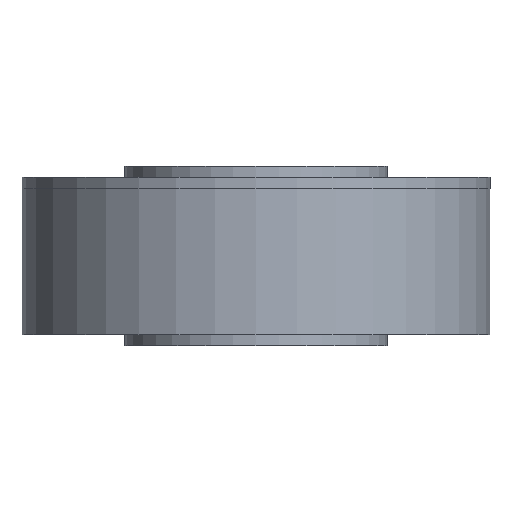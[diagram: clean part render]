
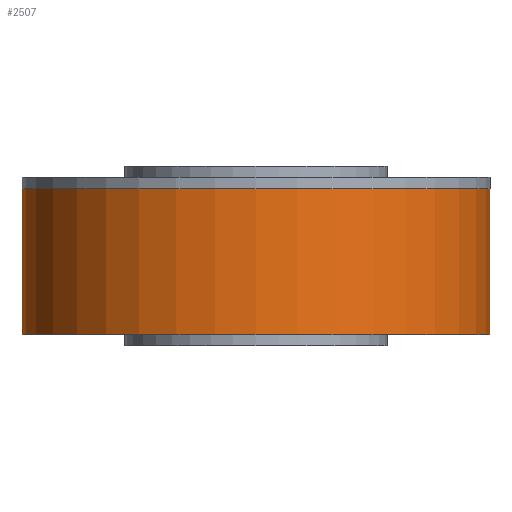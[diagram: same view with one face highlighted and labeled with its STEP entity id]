
A CAD part, left-side view. The second image highlights one B-rep face of the part: STEP entity #2507.
In plain terms, the highlighted cylindrical face has radius 62.5 mm (diameter 125 mm), a full revolution.
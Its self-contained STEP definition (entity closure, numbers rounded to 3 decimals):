
#120 = CARTESIAN_POINT ( 'NONE',  ( 60.6, 15.293, -14. ) ) ;
#238 = ORIENTED_EDGE ( 'NONE', *, *, #1933, .T. ) ;
#328 = DIRECTION ( 'NONE',  ( 0., 0., 1. ) ) ;
#498 = FACE_BOUND ( 'NONE', #2537, .T. ) ;
#581 = EDGE_CURVE ( 'NONE', #7279, #7279, #913, .T. ) ;
#698 = CARTESIAN_POINT ( 'NONE',  ( 60.6, -15.293, -14. ) ) ;
#716 = CARTESIAN_POINT ( 'NONE',  ( 0., 0., -35. ) ) ;
#749 = DIRECTION ( 'NONE',  ( 0., 0., -1. ) ) ;
#913 = CIRCLE ( 'NONE', #5407, 62.5 ) ;
#979 = CARTESIAN_POINT ( 'NONE',  ( 0., 0., 4. ) ) ;
#1132 = FACE_OUTER_BOUND ( 'NONE', #7128, .T. ) ;
#1303 = CARTESIAN_POINT ( 'NONE',  ( 0., 0., -14. ) ) ;
#1379 = DIRECTION ( 'NONE',  ( 0., 1., 0. ) ) ;
#1406 = ORIENTED_EDGE ( 'NONE', *, *, #2142, .T. ) ;
#1530 = DIRECTION ( 'NONE',  ( 0., 0., -1. ) ) ;
#1596 = CARTESIAN_POINT ( 'NONE',  ( 0., 0., 1.1 ) ) ;
#1704 = AXIS2_PLACEMENT_3D ( 'NONE', #1596, #328, #2888 ) ;
#1726 = CIRCLE ( 'NONE', #5477, 62.5 ) ;
#1933 = EDGE_CURVE ( 'NONE', #6116, #7989, #8124, .T. ) ;
#2029 = EDGE_CURVE ( 'NONE', #7989, #4420, #3216, .T. ) ;
#2142 = EDGE_CURVE ( 'NONE', #4420, #6421, #1726, .T. ) ;
#2319 = VERTEX_POINT ( 'NONE', #3061 ) ;
#2507 = ADVANCED_FACE ( 'NONE', ( #498, #5576, #1132 ), #8136, .T. ) ;
#2537 = EDGE_LOOP ( 'NONE', ( #238, #3498, #1406, #4122 ) ) ;
#2635 = DIRECTION ( 'NONE',  ( 0., 0., 1. ) ) ;
#2640 = CARTESIAN_POINT ( 'NONE',  ( 0., 0., -29.1 ) ) ;
#2888 = DIRECTION ( 'NONE',  ( 0., -1., 0. ) ) ;
#3061 = CARTESIAN_POINT ( 'NONE',  ( 0., 62.5, 4. ) ) ;
#3073 = EDGE_CURVE ( 'NONE', #6421, #6116, #6491, .T. ) ;
#3216 = LINE ( 'NONE', #120, #4916 ) ;
#3239 = CARTESIAN_POINT ( 'NONE',  ( 60.6, -15.293, -29.1 ) ) ;
#3498 = ORIENTED_EDGE ( 'NONE', *, *, #2029, .T. ) ;
#3756 = CARTESIAN_POINT ( 'NONE',  ( 60.6, 15.293, -29.1 ) ) ;
#3860 = DIRECTION ( 'NONE',  ( 0., 0., -1. ) ) ;
#3944 = DIRECTION ( 'NONE',  ( 0., 0., -1. ) ) ;
#4122 = ORIENTED_EDGE ( 'NONE', *, *, #3073, .T. ) ;
#4420 = VERTEX_POINT ( 'NONE', #3756 ) ;
#4891 = CIRCLE ( 'NONE', #5969, 62.5 ) ;
#4916 = VECTOR ( 'NONE', #749, 1000. ) ;
#5361 = EDGE_LOOP ( 'NONE', ( #5836 ) ) ;
#5388 = CARTESIAN_POINT ( 'NONE',  ( 0., 62.5, -35. ) ) ;
#5407 = AXIS2_PLACEMENT_3D ( 'NONE', #716, #3944, #7721 ) ;
#5414 = ORIENTED_EDGE ( 'NONE', *, *, #7782, .T. ) ;
#5477 = AXIS2_PLACEMENT_3D ( 'NONE', #2640, #7120, #1379 ) ;
#5576 = FACE_OUTER_BOUND ( 'NONE', #5361, .T. ) ;
#5600 = AXIS2_PLACEMENT_3D ( 'NONE', #1303, #3860, #7548 ) ;
#5836 = ORIENTED_EDGE ( 'NONE', *, *, #581, .F. ) ;
#5969 = AXIS2_PLACEMENT_3D ( 'NONE', #979, #1530, #7193 ) ;
#6060 = CARTESIAN_POINT ( 'NONE',  ( 60.6, -15.293, 1.1 ) ) ;
#6116 = VERTEX_POINT ( 'NONE', #6060 ) ;
#6358 = VECTOR ( 'NONE', #2635, 1000. ) ;
#6421 = VERTEX_POINT ( 'NONE', #3239 ) ;
#6491 = LINE ( 'NONE', #698, #6358 ) ;
#6968 = CARTESIAN_POINT ( 'NONE',  ( 60.6, 15.293, 1.1 ) ) ;
#7120 = DIRECTION ( 'NONE',  ( 0., 0., -1. ) ) ;
#7128 = EDGE_LOOP ( 'NONE', ( #5414 ) ) ;
#7193 = DIRECTION ( 'NONE',  ( 0., 1., 0. ) ) ;
#7279 = VERTEX_POINT ( 'NONE', #5388 ) ;
#7548 = DIRECTION ( 'NONE',  ( 0., 1., 0. ) ) ;
#7721 = DIRECTION ( 'NONE',  ( 0., 1., 0. ) ) ;
#7782 = EDGE_CURVE ( 'NONE', #2319, #2319, #4891, .T. ) ;
#7989 = VERTEX_POINT ( 'NONE', #6968 ) ;
#8124 = CIRCLE ( 'NONE', #1704, 62.5 ) ;
#8136 = CYLINDRICAL_SURFACE ( 'NONE', #5600, 62.5 ) ;
